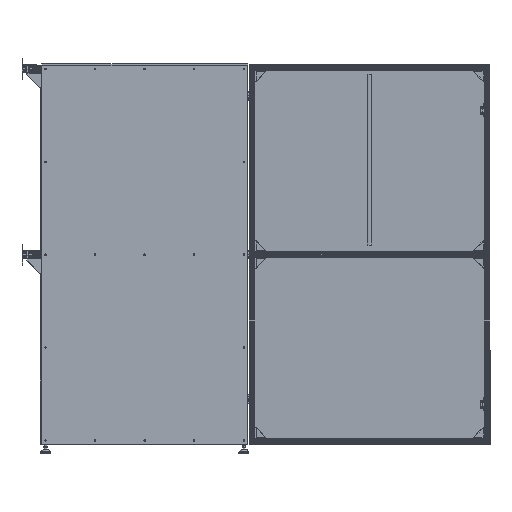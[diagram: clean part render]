
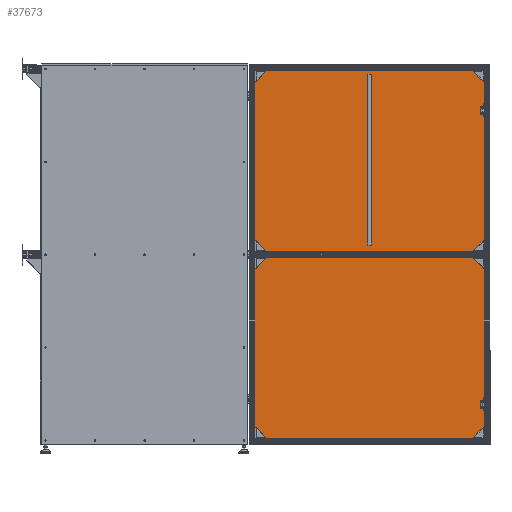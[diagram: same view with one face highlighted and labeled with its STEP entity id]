
A CAD part, left-side view. The second image highlights one B-rep face of the part: STEP entity #37673.
In plain terms, the highlighted face is planar.
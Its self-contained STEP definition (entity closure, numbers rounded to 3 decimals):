
#1634=FACE_BOUND('',#4546,.T.);
#1635=FACE_BOUND('',#4547,.T.);
#1636=FACE_BOUND('',#4548,.T.);
#1637=FACE_BOUND('',#4549,.T.);
#1638=FACE_BOUND('',#4550,.T.);
#1639=FACE_BOUND('',#4551,.T.);
#1640=FACE_BOUND('',#4552,.T.);
#1641=FACE_BOUND('',#4553,.T.);
#1642=FACE_BOUND('',#4554,.T.);
#1643=FACE_BOUND('',#4555,.T.);
#1644=FACE_BOUND('',#4556,.T.);
#1645=FACE_BOUND('',#4557,.T.);
#1646=FACE_BOUND('',#4558,.T.);
#1647=FACE_BOUND('',#4559,.T.);
#1648=FACE_BOUND('',#4560,.T.);
#1649=FACE_BOUND('',#4561,.T.);
#1650=FACE_BOUND('',#4562,.T.);
#1651=FACE_BOUND('',#4563,.T.);
#1652=FACE_BOUND('',#4564,.T.);
#1653=FACE_BOUND('',#4565,.T.);
#1654=FACE_BOUND('',#4566,.T.);
#2419=FACE_OUTER_BOUND('',#4545,.T.);
#4545=EDGE_LOOP('',(#28181,#28182,#28183,#28184));
#4546=EDGE_LOOP('',(#28185));
#4547=EDGE_LOOP('',(#28186));
#4548=EDGE_LOOP('',(#28187));
#4549=EDGE_LOOP('',(#28188));
#4550=EDGE_LOOP('',(#28189));
#4551=EDGE_LOOP('',(#28190));
#4552=EDGE_LOOP('',(#28191));
#4553=EDGE_LOOP('',(#28192));
#4554=EDGE_LOOP('',(#28193));
#4555=EDGE_LOOP('',(#28194));
#4556=EDGE_LOOP('',(#28195));
#4557=EDGE_LOOP('',(#28196));
#4558=EDGE_LOOP('',(#28197));
#4559=EDGE_LOOP('',(#28198));
#4560=EDGE_LOOP('',(#28199));
#4561=EDGE_LOOP('',(#28200));
#4562=EDGE_LOOP('',(#28201));
#4563=EDGE_LOOP('',(#28202));
#4564=EDGE_LOOP('',(#28203));
#4565=EDGE_LOOP('',(#28204));
#4566=EDGE_LOOP('',(#28205));
#6449=CIRCLE('',#40369,3.);
#6451=CIRCLE('',#40372,3.);
#6453=CIRCLE('',#40375,3.);
#6455=CIRCLE('',#40378,3.);
#6457=CIRCLE('',#40381,3.);
#6459=CIRCLE('',#40384,3.);
#6461=CIRCLE('',#40387,3.);
#6463=CIRCLE('',#40390,3.);
#6465=CIRCLE('',#40393,3.);
#6467=CIRCLE('',#40396,3.);
#6469=CIRCLE('',#40399,3.);
#6471=CIRCLE('',#40402,3.);
#6473=CIRCLE('',#40405,3.);
#6475=CIRCLE('',#40408,3.);
#6477=CIRCLE('',#40411,3.);
#6479=CIRCLE('',#40414,3.);
#6481=CIRCLE('',#40417,3.);
#6483=CIRCLE('',#40420,3.);
#6485=CIRCLE('',#40423,3.);
#6487=CIRCLE('',#40426,3.);
#6489=CIRCLE('',#40429,3.);
#8520=LINE('',#56934,#12784);
#8523=LINE('',#56940,#12787);
#8526=LINE('',#56946,#12790);
#8529=LINE('',#56950,#12793);
#12784=VECTOR('',#45985,10.);
#12787=VECTOR('',#45990,10.);
#12790=VECTOR('',#45995,10.);
#12793=VECTOR('',#46000,10.);
#16820=VERTEX_POINT('',#56804);
#16822=VERTEX_POINT('',#56810);
#16824=VERTEX_POINT('',#56816);
#16826=VERTEX_POINT('',#56822);
#16828=VERTEX_POINT('',#56828);
#16830=VERTEX_POINT('',#56834);
#16832=VERTEX_POINT('',#56840);
#16834=VERTEX_POINT('',#56846);
#16836=VERTEX_POINT('',#56852);
#16838=VERTEX_POINT('',#56858);
#16840=VERTEX_POINT('',#56864);
#16842=VERTEX_POINT('',#56870);
#16844=VERTEX_POINT('',#56876);
#16846=VERTEX_POINT('',#56882);
#16848=VERTEX_POINT('',#56888);
#16850=VERTEX_POINT('',#56894);
#16852=VERTEX_POINT('',#56900);
#16854=VERTEX_POINT('',#56906);
#16856=VERTEX_POINT('',#56912);
#16858=VERTEX_POINT('',#56918);
#16860=VERTEX_POINT('',#56924);
#16863=VERTEX_POINT('',#56931);
#16864=VERTEX_POINT('',#56933);
#16866=VERTEX_POINT('',#56939);
#16868=VERTEX_POINT('',#56945);
#20977=EDGE_CURVE('',#16820,#16820,#6449,.T.);
#20980=EDGE_CURVE('',#16822,#16822,#6451,.T.);
#20983=EDGE_CURVE('',#16824,#16824,#6453,.T.);
#20986=EDGE_CURVE('',#16826,#16826,#6455,.T.);
#20989=EDGE_CURVE('',#16828,#16828,#6457,.T.);
#20992=EDGE_CURVE('',#16830,#16830,#6459,.T.);
#20995=EDGE_CURVE('',#16832,#16832,#6461,.T.);
#20998=EDGE_CURVE('',#16834,#16834,#6463,.T.);
#21001=EDGE_CURVE('',#16836,#16836,#6465,.T.);
#21004=EDGE_CURVE('',#16838,#16838,#6467,.T.);
#21007=EDGE_CURVE('',#16840,#16840,#6469,.T.);
#21010=EDGE_CURVE('',#16842,#16842,#6471,.T.);
#21013=EDGE_CURVE('',#16844,#16844,#6473,.T.);
#21016=EDGE_CURVE('',#16846,#16846,#6475,.T.);
#21019=EDGE_CURVE('',#16848,#16848,#6477,.T.);
#21022=EDGE_CURVE('',#16850,#16850,#6479,.T.);
#21025=EDGE_CURVE('',#16852,#16852,#6481,.T.);
#21028=EDGE_CURVE('',#16854,#16854,#6483,.T.);
#21031=EDGE_CURVE('',#16856,#16856,#6485,.T.);
#21034=EDGE_CURVE('',#16858,#16858,#6487,.T.);
#21037=EDGE_CURVE('',#16860,#16860,#6489,.T.);
#21040=EDGE_CURVE('',#16864,#16863,#8520,.T.);
#21043=EDGE_CURVE('',#16866,#16864,#8523,.T.);
#21046=EDGE_CURVE('',#16868,#16866,#8526,.T.);
#21049=EDGE_CURVE('',#16863,#16868,#8529,.T.);
#28181=ORIENTED_EDGE('',*,*,#21049,.T.);
#28182=ORIENTED_EDGE('',*,*,#21046,.T.);
#28183=ORIENTED_EDGE('',*,*,#21043,.T.);
#28184=ORIENTED_EDGE('',*,*,#21040,.T.);
#28185=ORIENTED_EDGE('',*,*,#20977,.T.);
#28186=ORIENTED_EDGE('',*,*,#20980,.T.);
#28187=ORIENTED_EDGE('',*,*,#20983,.T.);
#28188=ORIENTED_EDGE('',*,*,#20986,.T.);
#28189=ORIENTED_EDGE('',*,*,#20989,.T.);
#28190=ORIENTED_EDGE('',*,*,#20992,.T.);
#28191=ORIENTED_EDGE('',*,*,#20995,.T.);
#28192=ORIENTED_EDGE('',*,*,#20998,.T.);
#28193=ORIENTED_EDGE('',*,*,#21001,.T.);
#28194=ORIENTED_EDGE('',*,*,#21004,.T.);
#28195=ORIENTED_EDGE('',*,*,#21007,.T.);
#28196=ORIENTED_EDGE('',*,*,#21010,.T.);
#28197=ORIENTED_EDGE('',*,*,#21013,.T.);
#28198=ORIENTED_EDGE('',*,*,#21016,.T.);
#28199=ORIENTED_EDGE('',*,*,#21019,.T.);
#28200=ORIENTED_EDGE('',*,*,#21022,.T.);
#28201=ORIENTED_EDGE('',*,*,#21025,.T.);
#28202=ORIENTED_EDGE('',*,*,#21028,.T.);
#28203=ORIENTED_EDGE('',*,*,#21031,.T.);
#28204=ORIENTED_EDGE('',*,*,#21034,.T.);
#28205=ORIENTED_EDGE('',*,*,#21037,.T.);
#36135=PLANE('',#40434);
#37673=ADVANCED_FACE('',(#2419,#1634,#1635,#1636,#1637,#1638,#1639,#1640,
#1641,#1642,#1643,#1644,#1645,#1646,#1647,#1648,#1649,#1650,#1651,#1652,
#1653,#1654),#36135,.T.);
#40369=AXIS2_PLACEMENT_3D('',#56806,#45839,#45840);
#40372=AXIS2_PLACEMENT_3D('',#56812,#45846,#45847);
#40375=AXIS2_PLACEMENT_3D('',#56818,#45853,#45854);
#40378=AXIS2_PLACEMENT_3D('',#56824,#45860,#45861);
#40381=AXIS2_PLACEMENT_3D('',#56830,#45867,#45868);
#40384=AXIS2_PLACEMENT_3D('',#56836,#45874,#45875);
#40387=AXIS2_PLACEMENT_3D('',#56842,#45881,#45882);
#40390=AXIS2_PLACEMENT_3D('',#56848,#45888,#45889);
#40393=AXIS2_PLACEMENT_3D('',#56854,#45895,#45896);
#40396=AXIS2_PLACEMENT_3D('',#56860,#45902,#45903);
#40399=AXIS2_PLACEMENT_3D('',#56866,#45909,#45910);
#40402=AXIS2_PLACEMENT_3D('',#56872,#45916,#45917);
#40405=AXIS2_PLACEMENT_3D('',#56878,#45923,#45924);
#40408=AXIS2_PLACEMENT_3D('',#56884,#45930,#45931);
#40411=AXIS2_PLACEMENT_3D('',#56890,#45937,#45938);
#40414=AXIS2_PLACEMENT_3D('',#56896,#45944,#45945);
#40417=AXIS2_PLACEMENT_3D('',#56902,#45951,#45952);
#40420=AXIS2_PLACEMENT_3D('',#56908,#45958,#45959);
#40423=AXIS2_PLACEMENT_3D('',#56914,#45965,#45966);
#40426=AXIS2_PLACEMENT_3D('',#56920,#45972,#45973);
#40429=AXIS2_PLACEMENT_3D('',#56926,#45979,#45980);
#40434=AXIS2_PLACEMENT_3D('',#56951,#46001,#46002);
#45839=DIRECTION('center_axis',(0.,-1.,0.));
#45840=DIRECTION('ref_axis',(1.,0.,0.));
#45846=DIRECTION('center_axis',(0.,-1.,0.));
#45847=DIRECTION('ref_axis',(1.,0.,0.));
#45853=DIRECTION('center_axis',(0.,-1.,0.));
#45854=DIRECTION('ref_axis',(1.,0.,0.));
#45860=DIRECTION('center_axis',(0.,-1.,0.));
#45861=DIRECTION('ref_axis',(1.,0.,0.));
#45867=DIRECTION('center_axis',(0.,-1.,0.));
#45868=DIRECTION('ref_axis',(1.,0.,0.));
#45874=DIRECTION('center_axis',(0.,-1.,0.));
#45875=DIRECTION('ref_axis',(1.,0.,0.));
#45881=DIRECTION('center_axis',(0.,-1.,0.));
#45882=DIRECTION('ref_axis',(1.,0.,0.));
#45888=DIRECTION('center_axis',(0.,-1.,0.));
#45889=DIRECTION('ref_axis',(1.,0.,0.));
#45895=DIRECTION('center_axis',(0.,-1.,0.));
#45896=DIRECTION('ref_axis',(1.,0.,0.));
#45902=DIRECTION('center_axis',(0.,-1.,0.));
#45903=DIRECTION('ref_axis',(1.,0.,0.));
#45909=DIRECTION('center_axis',(0.,-1.,0.));
#45910=DIRECTION('ref_axis',(1.,0.,0.));
#45916=DIRECTION('center_axis',(0.,-1.,0.));
#45917=DIRECTION('ref_axis',(1.,0.,0.));
#45923=DIRECTION('center_axis',(0.,-1.,0.));
#45924=DIRECTION('ref_axis',(1.,0.,0.));
#45930=DIRECTION('center_axis',(0.,-1.,0.));
#45931=DIRECTION('ref_axis',(1.,0.,0.));
#45937=DIRECTION('center_axis',(0.,-1.,0.));
#45938=DIRECTION('ref_axis',(1.,0.,0.));
#45944=DIRECTION('center_axis',(0.,-1.,0.));
#45945=DIRECTION('ref_axis',(1.,0.,0.));
#45951=DIRECTION('center_axis',(0.,-1.,0.));
#45952=DIRECTION('ref_axis',(1.,0.,0.));
#45958=DIRECTION('center_axis',(0.,-1.,0.));
#45959=DIRECTION('ref_axis',(1.,0.,0.));
#45965=DIRECTION('center_axis',(0.,-1.,0.));
#45966=DIRECTION('ref_axis',(1.,0.,0.));
#45972=DIRECTION('center_axis',(0.,-1.,0.));
#45973=DIRECTION('ref_axis',(1.,0.,0.));
#45979=DIRECTION('center_axis',(0.,-1.,0.));
#45980=DIRECTION('ref_axis',(1.,0.,0.));
#45985=DIRECTION('',(0.,0.,1.));
#45990=DIRECTION('',(-1.,0.,0.));
#45995=DIRECTION('',(0.,0.,-1.));
#46000=DIRECTION('',(1.,0.,0.));
#46001=DIRECTION('center_axis',(0.,1.,0.));
#46002=DIRECTION('ref_axis',(0.,0.,1.));
#56804=CARTESIAN_POINT('',(1252.,8.,507.5));
#56806=CARTESIAN_POINT('Origin',(1255.,8.,507.5));
#56810=CARTESIAN_POINT('',(322.,8.,15.));
#56812=CARTESIAN_POINT('Origin',(325.,8.,15.));
#56816=CARTESIAN_POINT('',(12.,8.,1000.));
#56818=CARTESIAN_POINT('Origin',(15.,8.,1000.));
#56822=CARTESIAN_POINT('',(1252.,8.,1000.));
#56824=CARTESIAN_POINT('Origin',(1255.,8.,1000.));
#56828=CARTESIAN_POINT('',(632.,8.,1985.));
#56830=CARTESIAN_POINT('Origin',(635.,8.,1985.));
#56834=CARTESIAN_POINT('',(322.,8.,1985.));
#56836=CARTESIAN_POINT('Origin',(325.,8.,1985.));
#56840=CARTESIAN_POINT('',(1252.,8.,1492.5));
#56842=CARTESIAN_POINT('Origin',(1255.,8.,1492.5));
#56846=CARTESIAN_POINT('',(322.,8.,1000.));
#56848=CARTESIAN_POINT('Origin',(325.,8.,1000.));
#56852=CARTESIAN_POINT('',(12.,8.,15.));
#56854=CARTESIAN_POINT('Origin',(15.,8.,15.));
#56858=CARTESIAN_POINT('',(1252.,8.,15.));
#56860=CARTESIAN_POINT('Origin',(1255.,8.,15.));
#56864=CARTESIAN_POINT('',(1252.,8.,1089.5));
#56866=CARTESIAN_POINT('Origin',(1255.,8.,1089.5));
#56870=CARTESIAN_POINT('',(632.,8.,15.));
#56872=CARTESIAN_POINT('Origin',(635.,8.,15.));
#56876=CARTESIAN_POINT('',(12.,8.,1492.5));
#56878=CARTESIAN_POINT('Origin',(15.,8.,1492.5));
#56882=CARTESIAN_POINT('',(942.,8.,1000.));
#56884=CARTESIAN_POINT('Origin',(945.,8.,1000.));
#56888=CARTESIAN_POINT('',(942.,8.,1985.));
#56890=CARTESIAN_POINT('Origin',(945.,8.,1985.));
#56894=CARTESIAN_POINT('',(12.,8.,1985.));
#56896=CARTESIAN_POINT('Origin',(15.,8.,1985.));
#56900=CARTESIAN_POINT('',(1252.,8.,1985.));
#56902=CARTESIAN_POINT('Origin',(1255.,8.,1985.));
#56906=CARTESIAN_POINT('',(632.,8.,1000.));
#56908=CARTESIAN_POINT('Origin',(635.,8.,1000.));
#56912=CARTESIAN_POINT('',(12.,8.,507.5));
#56914=CARTESIAN_POINT('Origin',(15.,8.,507.5));
#56918=CARTESIAN_POINT('',(942.,8.,15.));
#56920=CARTESIAN_POINT('Origin',(945.,8.,15.));
#56924=CARTESIAN_POINT('',(1252.,8.,910.5));
#56926=CARTESIAN_POINT('Origin',(1255.,8.,910.5));
#56931=CARTESIAN_POINT('',(0.,8.,2000.));
#56933=CARTESIAN_POINT('',(0.,8.,0.));
#56934=CARTESIAN_POINT('',(0.,8.,2000.));
#56939=CARTESIAN_POINT('',(1270.,8.,0.));
#56940=CARTESIAN_POINT('',(0.,8.,0.));
#56945=CARTESIAN_POINT('',(1270.,8.,2000.));
#56946=CARTESIAN_POINT('',(1270.,8.,0.));
#56950=CARTESIAN_POINT('',(1270.,8.,2000.));
#56951=CARTESIAN_POINT('Origin',(635.,8.,1000.));
